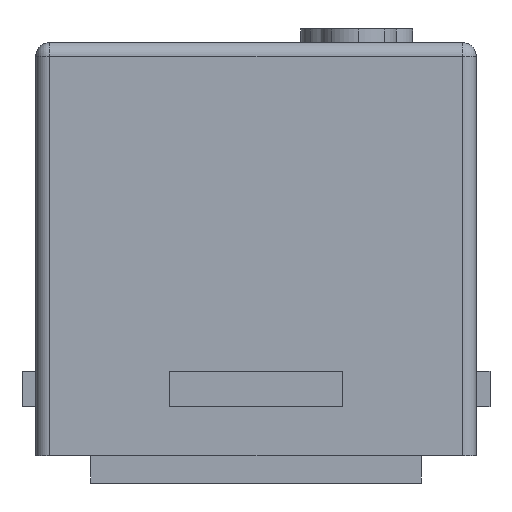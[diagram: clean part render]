
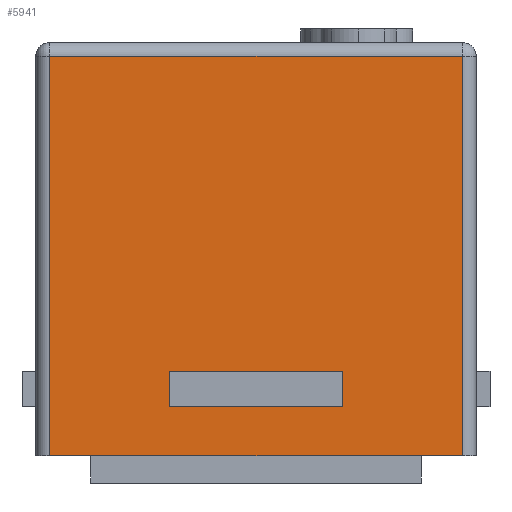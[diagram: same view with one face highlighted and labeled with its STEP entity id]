
A CAD part, left-side view. The second image highlights one B-rep face of the part: STEP entity #5941.
In plain terms, the highlighted planar face has unit normal (-1, 0, 0).
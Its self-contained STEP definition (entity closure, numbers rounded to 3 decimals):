
#25 = LINE ( 'NONE', #1697, #15197 ) ;
#102 = CARTESIAN_POINT ( 'NONE',  ( -0.31, -0.15, 0.3 ) ) ;
#431 = DIRECTION ( 'NONE',  ( 0., 0., 1. ) ) ;
#525 = CARTESIAN_POINT ( 'NONE',  ( -0.31, -0.063, 0.036 ) ) ;
#1198 = DIRECTION ( 'NONE',  ( 0., -1., 0. ) ) ;
#1382 = CARTESIAN_POINT ( 'NONE',  ( -0.31, 0.16, 0.3 ) ) ;
#1435 = EDGE_CURVE ( 'NONE', #10870, #7902, #14271, .T. ) ;
#1489 = EDGE_CURVE ( 'NONE', #8263, #10870, #8359, .T. ) ;
#1697 = CARTESIAN_POINT ( 'NONE',  ( -0.31, -0.063, 0.036 ) ) ;
#1782 = DIRECTION ( 'NONE',  ( 0., 0., -1. ) ) ;
#1974 = ORIENTED_EDGE ( 'NONE', *, *, #3559, .T. ) ;
#2207 = LINE ( 'NONE', #3576, #5379 ) ;
#2375 = VECTOR ( 'NONE', #1782, 1000. ) ;
#2626 = EDGE_LOOP ( 'NONE', ( #8005, #13368, #7772, #13517 ) ) ;
#2748 = CARTESIAN_POINT ( 'NONE',  ( -0.31, 0.063, 0.036 ) ) ;
#3198 = VECTOR ( 'NONE', #14571, 1000. ) ;
#3248 = EDGE_CURVE ( 'NONE', #7251, #4369, #14882, .T. ) ;
#3559 = EDGE_CURVE ( 'NONE', #4369, #11761, #2207, .T. ) ;
#3576 = CARTESIAN_POINT ( 'NONE',  ( -0.31, 0.15, 0.3 ) ) ;
#3811 = ORIENTED_EDGE ( 'NONE', *, *, #7386, .T. ) ;
#4201 = ORIENTED_EDGE ( 'NONE', *, *, #6729, .T. ) ;
#4369 = VERTEX_POINT ( 'NONE', #16871 ) ;
#4551 = CARTESIAN_POINT ( 'NONE',  ( -0.31, -0.063, 0.061 ) ) ;
#4606 = CARTESIAN_POINT ( 'NONE',  ( -0.31, 0.16, 0.29 ) ) ;
#5134 = DIRECTION ( 'NONE',  ( 0., 1., 0. ) ) ;
#5302 = FACE_OUTER_BOUND ( 'NONE', #5625, .T. ) ;
#5379 = VECTOR ( 'NONE', #14153, 1000. ) ;
#5625 = EDGE_LOOP ( 'NONE', ( #4201, #3811, #16129, #1974 ) ) ;
#5941 = ADVANCED_FACE ( 'NONE', ( #11701, #5302 ), #7617, .F. ) ;
#6044 = VERTEX_POINT ( 'NONE', #525 ) ;
#6729 = EDGE_CURVE ( 'NONE', #11761, #8870, #16667, .T. ) ;
#6981 = CARTESIAN_POINT ( 'NONE',  ( -0.31, 0.063, 0.061 ) ) ;
#7023 = VECTOR ( 'NONE', #431, 1000. ) ;
#7173 = EDGE_CURVE ( 'NONE', #6044, #8263, #25, .T. ) ;
#7251 = VERTEX_POINT ( 'NONE', #13481 ) ;
#7386 = EDGE_CURVE ( 'NONE', #8870, #7251, #7569, .T. ) ;
#7569 = LINE ( 'NONE', #102, #3198 ) ;
#7617 = PLANE ( 'NONE',  #12394 ) ;
#7755 = DIRECTION ( 'NONE',  ( 0., -1., 0. ) ) ;
#7772 = ORIENTED_EDGE ( 'NONE', *, *, #1489, .T. ) ;
#7841 = CARTESIAN_POINT ( 'NONE',  ( -0.31, -0.063, 0.061 ) ) ;
#7902 = VERTEX_POINT ( 'NONE', #4551 ) ;
#8005 = ORIENTED_EDGE ( 'NONE', *, *, #8434, .T. ) ;
#8263 = VERTEX_POINT ( 'NONE', #2748 ) ;
#8334 = CARTESIAN_POINT ( 'NONE',  ( -0.31, -0.063, 0.061 ) ) ;
#8359 = LINE ( 'NONE', #14881, #7023 ) ;
#8434 = EDGE_CURVE ( 'NONE', #7902, #6044, #12254, .T. ) ;
#8645 = VECTOR ( 'NONE', #15047, 1000. ) ;
#8870 = VERTEX_POINT ( 'NONE', #14052 ) ;
#9196 = DIRECTION ( 'NONE',  ( 0., 1., 0. ) ) ;
#10870 = VERTEX_POINT ( 'NONE', #6981 ) ;
#11522 = CARTESIAN_POINT ( 'NONE',  ( -0.31, 0.16, 0. ) ) ;
#11701 = FACE_BOUND ( 'NONE', #2626, .T. ) ;
#11761 = VERTEX_POINT ( 'NONE', #16314 ) ;
#11845 = VECTOR ( 'NONE', #1198, 1000. ) ;
#12254 = LINE ( 'NONE', #8334, #2375 ) ;
#12394 = AXIS2_PLACEMENT_3D ( 'NONE', #1382, #16758, #5134 ) ;
#13037 = VECTOR ( 'NONE', #7755, 1000. ) ;
#13368 = ORIENTED_EDGE ( 'NONE', *, *, #7173, .T. ) ;
#13481 = CARTESIAN_POINT ( 'NONE',  ( -0.31, -0.15, 0.29 ) ) ;
#13517 = ORIENTED_EDGE ( 'NONE', *, *, #1435, .T. ) ;
#14052 = CARTESIAN_POINT ( 'NONE',  ( -0.31, -0.15, 0. ) ) ;
#14153 = DIRECTION ( 'NONE',  ( 0., 0., -1. ) ) ;
#14271 = LINE ( 'NONE', #7841, #13037 ) ;
#14571 = DIRECTION ( 'NONE',  ( 0., 0., 1. ) ) ;
#14881 = CARTESIAN_POINT ( 'NONE',  ( -0.31, 0.063, 0.061 ) ) ;
#14882 = LINE ( 'NONE', #4606, #8645 ) ;
#15047 = DIRECTION ( 'NONE',  ( 0., 1., 0. ) ) ;
#15197 = VECTOR ( 'NONE', #9196, 1000. ) ;
#16129 = ORIENTED_EDGE ( 'NONE', *, *, #3248, .T. ) ;
#16314 = CARTESIAN_POINT ( 'NONE',  ( -0.31, 0.15, 0. ) ) ;
#16667 = LINE ( 'NONE', #11522, #11845 ) ;
#16758 = DIRECTION ( 'NONE',  ( 1., 0., 0. ) ) ;
#16871 = CARTESIAN_POINT ( 'NONE',  ( -0.31, 0.15, 0.29 ) ) ;
